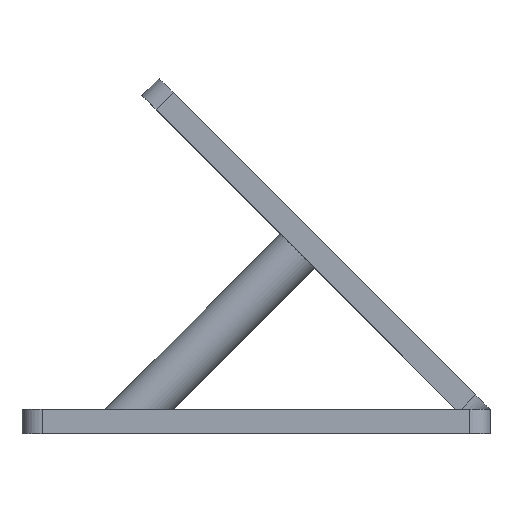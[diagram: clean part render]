
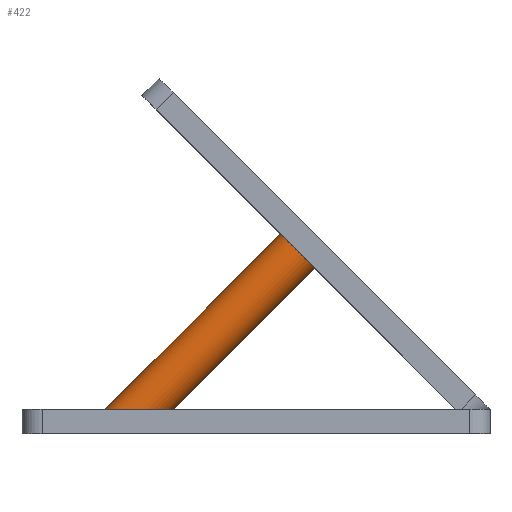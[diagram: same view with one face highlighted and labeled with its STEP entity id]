
A CAD part, top view. The second image highlights one B-rep face of the part: STEP entity #422.
In plain terms, the highlighted cylindrical face has radius 6 mm (diameter 12 mm), a partial arc.
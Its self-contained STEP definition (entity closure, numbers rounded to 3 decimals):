
#397 = CARTESIAN_POINT ( 'NONE',  ( 9.528, 46.487, 12. ) ) ;
#422 = ADVANCED_FACE ( 'NONE', ( #1432 ), #5810, .T. ) ;
#501 = CARTESIAN_POINT ( 'NONE',  ( -16.989, 3., 12. ) ) ;
#1184 = CARTESIAN_POINT ( 'NONE',  ( -16.989, 3., 12. ) ) ;
#1250 = DIRECTION ( 'NONE',  ( 0.707, -0.707, 0. ) ) ;
#1432 = FACE_OUTER_BOUND ( 'NONE', #6128, .T. ) ;
#1438 = AXIS2_PLACEMENT_3D ( 'NONE', #6726, #4005, #1250 ) ;
#1503 =( BOUNDED_CURVE ( )  B_SPLINE_CURVE ( 3, ( #6088, #5592, #3397, #1184 ),
 .UNSPECIFIED., .F., .F. ) 
 B_SPLINE_CURVE_WITH_KNOTS ( ( 4, 4 ),
 ( 3.142, 6.283 ),
 .UNSPECIFIED. ) 
 CURVE ( )  GEOMETRIC_REPRESENTATION_ITEM ( )  RATIONAL_B_SPLINE_CURVE ( ( 1., 0.333, 0.333, 1. ) ) 
 REPRESENTATION_ITEM ( '' )  );
#1536 = EDGE_CURVE ( 'NONE', #6235, #6676, #4959, .T. ) ;
#1625 = CIRCLE ( 'NONE', #4891, 6. ) ;
#2004 = EDGE_CURVE ( 'NONE', #3939, #2133, #6252, .T. ) ;
#2133 = VERTEX_POINT ( 'NONE', #397 ) ;
#2525 = DIRECTION ( 'NONE',  ( 0.707, 0.707, 0. ) ) ;
#2790 = ORIENTED_EDGE ( 'NONE', *, *, #2004, .F. ) ;
#2809 = VECTOR ( 'NONE', #3827, 1000. ) ;
#3178 = EDGE_CURVE ( 'NONE', #3939, #6235, #1503, .T. ) ;
#3397 = CARTESIAN_POINT ( 'NONE',  ( -16.989, 3., 24. ) ) ;
#3827 = DIRECTION ( 'NONE',  ( 0.707, 0.707, 0. ) ) ;
#3939 = VERTEX_POINT ( 'NONE', #4164 ) ;
#4005 = DIRECTION ( 'NONE',  ( 0.707, 0.707, 0. ) ) ;
#4164 = CARTESIAN_POINT ( 'NONE',  ( -33.959, 3., 12. ) ) ;
#4319 = ORIENTED_EDGE ( 'NONE', *, *, #3178, .T. ) ;
#4759 = ORIENTED_EDGE ( 'NONE', *, *, #5431, .F. ) ;
#4790 = VECTOR ( 'NONE', #2525, 1000. ) ;
#4891 = AXIS2_PLACEMENT_3D ( 'NONE', #6478, #5339, #5863 ) ;
#4959 = LINE ( 'NONE', #6662, #2809 ) ;
#5272 = CARTESIAN_POINT ( 'NONE',  ( 10.942, 47.901, 12. ) ) ;
#5339 = DIRECTION ( 'NONE',  ( 0.707, 0.707, 0. ) ) ;
#5431 = EDGE_CURVE ( 'NONE', #2133, #6676, #1625, .T. ) ;
#5484 = CARTESIAN_POINT ( 'NONE',  ( 18.013, 38.002, 12. ) ) ;
#5592 = CARTESIAN_POINT ( 'NONE',  ( -33.959, 3., 24. ) ) ;
#5810 = CYLINDRICAL_SURFACE ( 'NONE', #1438, 6. ) ;
#5863 = DIRECTION ( 'NONE',  ( 0.707, -0.707, 0. ) ) ;
#6088 = CARTESIAN_POINT ( 'NONE',  ( -33.959, 3., 12. ) ) ;
#6121 = ORIENTED_EDGE ( 'NONE', *, *, #1536, .T. ) ;
#6128 = EDGE_LOOP ( 'NONE', ( #2790, #4319, #6121, #4759 ) ) ;
#6235 = VERTEX_POINT ( 'NONE', #501 ) ;
#6252 = LINE ( 'NONE', #5272, #4790 ) ;
#6478 = CARTESIAN_POINT ( 'NONE',  ( 13.77, 42.244, 12. ) ) ;
#6662 = CARTESIAN_POINT ( 'NONE',  ( 19.427, 39.416, 12. ) ) ;
#6676 = VERTEX_POINT ( 'NONE', #5484 ) ;
#6726 = CARTESIAN_POINT ( 'NONE',  ( 15.185, 43.659, 12. ) ) ;
